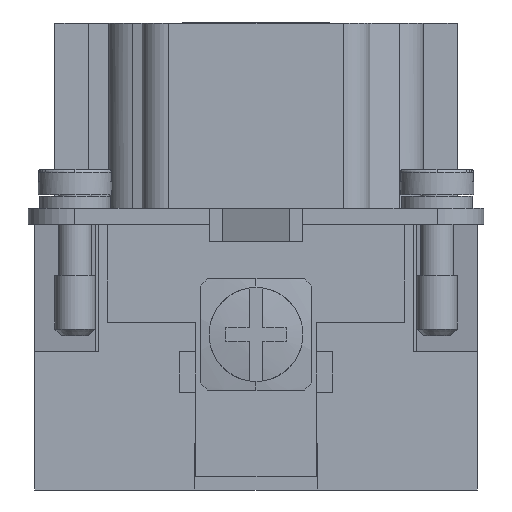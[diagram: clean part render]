
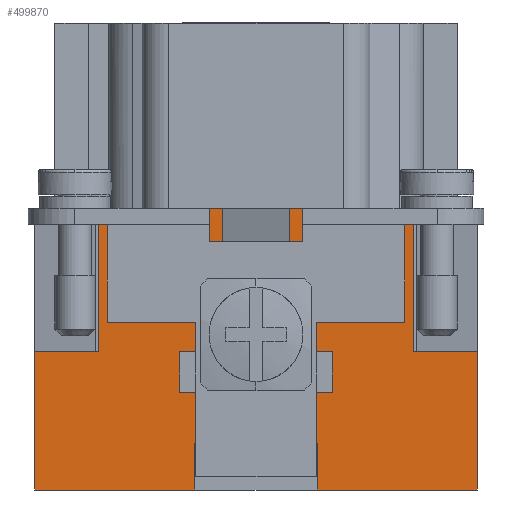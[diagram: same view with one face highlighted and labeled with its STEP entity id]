
A CAD part, left-side view. The second image highlights one B-rep face of the part: STEP entity #499870.
In plain terms, the highlighted planar face has unit normal (-1, 0, 0).
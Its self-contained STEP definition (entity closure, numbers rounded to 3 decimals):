
#333790=CARTESIAN_POINT('',(-31.6,-16.5,0.));
#333800=VERTEX_POINT('',#333790);
#333830=CARTESIAN_POINT('',(-31.6,-16.5,0.));
#333840=DIRECTION('',(0.,0.,1.));
#333850=VECTOR('',#333840,10.3);
#333860=LINE('',#333830,#333850);
#333870=CARTESIAN_POINT('',(-31.6,-16.5,10.3));
#333880=VERTEX_POINT('',#333870);
#333890=EDGE_CURVE('',#333800,#333880,#333860,.T.);
#366370=CARTESIAN_POINT('',(-31.6,10.816,21.));
#366380=VERTEX_POINT('',#366370);
#366410=CARTESIAN_POINT('',(-31.6,10.816,21.));
#366420=DIRECTION('',(0.,1.,0.));
#366430=VECTOR('',#366420,0.934);
#366440=LINE('',#366410,#366430);
#366450=CARTESIAN_POINT('',(-31.6,11.75,21.));
#366460=VERTEX_POINT('',#366450);
#366470=EDGE_CURVE('',#366380,#366460,#366440,.T.);
#378750=CARTESIAN_POINT('',(-31.6,-11.75,21.));
#378760=VERTEX_POINT('',#378750);
#378790=CARTESIAN_POINT('',(-31.6,-11.75,21.));
#378800=DIRECTION('',(0.,1.,0.));
#378810=VECTOR('',#378800,22.566);
#378820=LINE('',#378790,#378810);
#378830=EDGE_CURVE('',#378760,#366380,#378820,.T.);
#492420=CARTESIAN_POINT('',(-31.6,-11.75,10.3));
#492430=DIRECTION('',(0.,0.,1.));
#492440=VECTOR('',#492430,10.7);
#492450=LINE('',#492420,#492440);
#492460=CARTESIAN_POINT('',(-31.6,-11.75,10.3));
#492470=VERTEX_POINT('',#492460);
#492480=EDGE_CURVE('',#492470,#378760,#492450,.T.);
#492760=CARTESIAN_POINT('',(-31.6,-16.5,10.3));
#492770=DIRECTION('',(0.,1.,0.));
#492780=VECTOR('',#492770,4.75);
#492790=LINE('',#492760,#492780);
#492800=EDGE_CURVE('',#333880,#492470,#492790,.T.);
#493120=CARTESIAN_POINT('',(-31.6,11.75,21.));
#493130=DIRECTION('',(0.,0.,-1.));
#493140=VECTOR('',#493130,10.7);
#493150=LINE('',#493120,#493140);
#493160=CARTESIAN_POINT('',(-31.6,11.75,10.3));
#493170=VERTEX_POINT('',#493160);
#493180=EDGE_CURVE('',#366460,#493170,#493150,.T.);
#493760=CARTESIAN_POINT('',(-31.6,16.5,10.3));
#493770=VERTEX_POINT('',#493760);
#493820=CARTESIAN_POINT('',(-31.6,11.75,10.3));
#493830=DIRECTION('',(0.,1.,0.));
#493840=VECTOR('',#493830,4.75);
#493850=LINE('',#493820,#493840);
#493860=EDGE_CURVE('',#493170,#493770,#493850,.T.);
#495320=CARTESIAN_POINT('',(-31.6,16.5,0.));
#495330=DIRECTION('',(0.,0.,1.));
#495340=VECTOR('',#495330,10.3);
#495350=LINE('',#495320,#495340);
#495360=CARTESIAN_POINT('',(-31.6,16.5,0.));
#495370=VERTEX_POINT('',#495360);
#495380=EDGE_CURVE('',#495370,#493770,#495350,.T.);
#496590=CARTESIAN_POINT('',(-31.6,-4.55,3.5));
#496600=DIRECTION('',(0.,0.,-1.));
#496610=VECTOR('',#496600,3.5);
#496620=LINE('',#496590,#496610);
#496630=CARTESIAN_POINT('',(-31.6,-4.55,3.5));
#496640=VERTEX_POINT('',#496630);
#496650=CARTESIAN_POINT('',(-31.6,-4.55,0.));
#496660=VERTEX_POINT('',#496650);
#496670=EDGE_CURVE('',#496640,#496660,#496620,.T.);
#499010=CARTESIAN_POINT('',(-31.6,4.55,0.));
#499020=VERTEX_POINT('',#499010);
#499050=CARTESIAN_POINT('',(-31.6,4.55,0.));
#499060=DIRECTION('',(0.,0.,1.));
#499070=VECTOR('',#499060,3.5);
#499080=LINE('',#499050,#499070);
#499090=CARTESIAN_POINT('',(-31.6,4.55,3.5));
#499100=VERTEX_POINT('',#499090);
#499110=EDGE_CURVE('',#499020,#499100,#499080,.T.);
#499400=CARTESIAN_POINT('',(-31.6,4.55,3.5));
#499410=DIRECTION('',(0.,-1.,0.));
#499420=VECTOR('',#499410,9.1);
#499430=LINE('',#499400,#499420);
#499440=EDGE_CURVE('',#499100,#496640,#499430,.T.);
#499570=CARTESIAN_POINT('',(-31.6,-16.5,0.));
#499580=DIRECTION('',(-1.,0.,0.));
#499590=DIRECTION('',(0.,0.,1.));
#499600=AXIS2_PLACEMENT_3D('',#499570,#499580,#499590);
#499610=PLANE('',#499600);
#499620=ORIENTED_EDGE('',*,*,#492800,.T.);
#499630=ORIENTED_EDGE('',*,*,#333890,.T.);
#499640=CARTESIAN_POINT('',(-31.6,-4.55,0.));
#499650=DIRECTION('',(0.,-1.,0.));
#499660=VECTOR('',#499650,11.95);
#499670=LINE('',#499640,#499660);
#499680=EDGE_CURVE('',#496660,#333800,#499670,.T.);
#499690=ORIENTED_EDGE('',*,*,#499680,.T.);
#499700=ORIENTED_EDGE('',*,*,#496670,.T.);
#499710=ORIENTED_EDGE('',*,*,#499440,.T.);
#499720=ORIENTED_EDGE('',*,*,#499110,.T.);
#499730=CARTESIAN_POINT('',(-31.6,16.5,0.));
#499740=DIRECTION('',(0.,-1.,0.));
#499750=VECTOR('',#499740,11.95);
#499760=LINE('',#499730,#499750);
#499770=EDGE_CURVE('',#495370,#499020,#499760,.T.);
#499780=ORIENTED_EDGE('',*,*,#499770,.T.);
#499790=ORIENTED_EDGE('',*,*,#495380,.F.);
#499800=ORIENTED_EDGE('',*,*,#493860,.T.);
#499810=ORIENTED_EDGE('',*,*,#493180,.T.);
#499820=ORIENTED_EDGE('',*,*,#366470,.T.);
#499830=ORIENTED_EDGE('',*,*,#378830,.T.);
#499840=ORIENTED_EDGE('',*,*,#492480,.T.);
#499850=EDGE_LOOP('',(#499840,#499830,#499820,#499810,#499800,#499790,
#499780,#499720,#499710,#499700,#499690,#499630,#499620));
#499860=FACE_OUTER_BOUND('',#499850,.T.);
#499870=ADVANCED_FACE('',(#499860),#499610,.T.);
